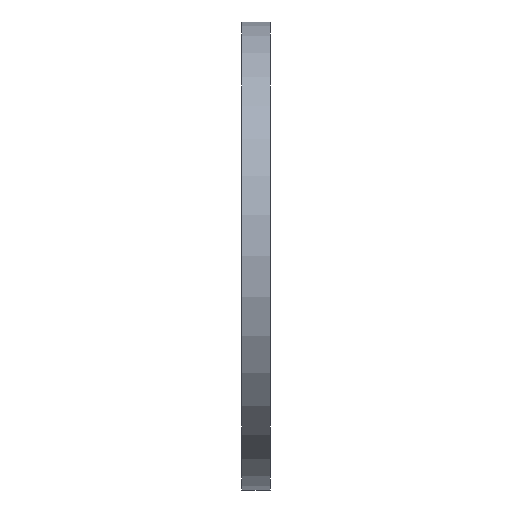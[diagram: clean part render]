
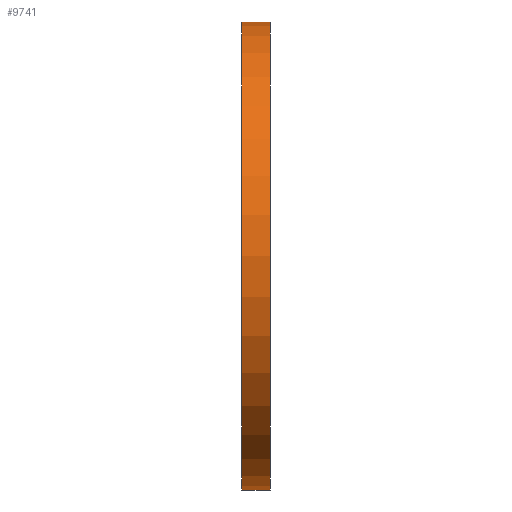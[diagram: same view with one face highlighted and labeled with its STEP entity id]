
A CAD part, left-side view. The second image highlights one B-rep face of the part: STEP entity #9741.
In plain terms, the highlighted cylindrical face has radius 50 mm (diameter 100 mm), a partial arc.
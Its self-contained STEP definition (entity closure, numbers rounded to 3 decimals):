
#100 = AXIS2_PLACEMENT_3D ( 'NONE', #3031, #5910, #3073 ) ;
#181 = CARTESIAN_POINT ( 'NONE',  ( 0., 6., 0. ) ) ;
#237 = CARTESIAN_POINT ( 'NONE',  ( 0., 0., 50. ) ) ;
#409 = ORIENTED_EDGE ( 'NONE', *, *, #10984, .F. ) ;
#663 = CARTESIAN_POINT ( 'NONE',  ( 0., 6., -50. ) ) ;
#678 = VERTEX_POINT ( 'NONE', #5616 ) ;
#1007 = CARTESIAN_POINT ( 'NONE',  ( 0., 6., 50. ) ) ;
#1323 = VECTOR ( 'NONE', #1792, 1000. ) ;
#1335 = CIRCLE ( 'NONE', #100, 50. ) ;
#1601 = VERTEX_POINT ( 'NONE', #237 ) ;
#1792 = DIRECTION ( 'NONE',  ( 0., -1., 0. ) ) ;
#1957 = AXIS2_PLACEMENT_3D ( 'NONE', #181, #6800, #11578 ) ;
#2325 = ORIENTED_EDGE ( 'NONE', *, *, #9006, .T. ) ;
#2500 = LINE ( 'NONE', #4420, #4126 ) ;
#3031 = CARTESIAN_POINT ( 'NONE',  ( 0., 0., 0. ) ) ;
#3073 = DIRECTION ( 'NONE',  ( 0., 0., 1. ) ) ;
#3096 = CYLINDRICAL_SURFACE ( 'NONE', #6987, 50. ) ;
#4126 = VECTOR ( 'NONE', #4459, 1000. ) ;
#4420 = CARTESIAN_POINT ( 'NONE',  ( 0., 6., 50. ) ) ;
#4459 = DIRECTION ( 'NONE',  ( 0., -1., 0. ) ) ;
#5015 = VERTEX_POINT ( 'NONE', #1007 ) ;
#5602 = EDGE_LOOP ( 'NONE', ( #409, #6801, #10725, #2325 ) ) ;
#5616 = CARTESIAN_POINT ( 'NONE',  ( 0., 0., -50. ) ) ;
#5806 = EDGE_CURVE ( 'NONE', #10375, #5015, #10431, .T. ) ;
#5910 = DIRECTION ( 'NONE',  ( 0., 1., 0. ) ) ;
#6421 = CARTESIAN_POINT ( 'NONE',  ( 0., 6., 0. ) ) ;
#6800 = DIRECTION ( 'NONE',  ( 0., 1., 0. ) ) ;
#6801 = ORIENTED_EDGE ( 'NONE', *, *, #5806, .F. ) ;
#6987 = AXIS2_PLACEMENT_3D ( 'NONE', #6421, #10208, #7389 ) ;
#7389 = DIRECTION ( 'NONE',  ( 0., 0., -1. ) ) ;
#8317 = FACE_OUTER_BOUND ( 'NONE', #5602, .T. ) ;
#9006 = EDGE_CURVE ( 'NONE', #678, #1601, #1335, .T. ) ;
#9051 = LINE ( 'NONE', #9359, #1323 ) ;
#9359 = CARTESIAN_POINT ( 'NONE',  ( 0., 6., -50. ) ) ;
#9741 = ADVANCED_FACE ( 'NONE', ( #8317 ), #3096, .T. ) ;
#10208 = DIRECTION ( 'NONE',  ( 0., -1., 0. ) ) ;
#10375 = VERTEX_POINT ( 'NONE', #663 ) ;
#10431 = CIRCLE ( 'NONE', #1957, 50. ) ;
#10490 = EDGE_CURVE ( 'NONE', #10375, #678, #9051, .T. ) ;
#10725 = ORIENTED_EDGE ( 'NONE', *, *, #10490, .T. ) ;
#10984 = EDGE_CURVE ( 'NONE', #5015, #1601, #2500, .T. ) ;
#11578 = DIRECTION ( 'NONE',  ( 0., 0., 1. ) ) ;
